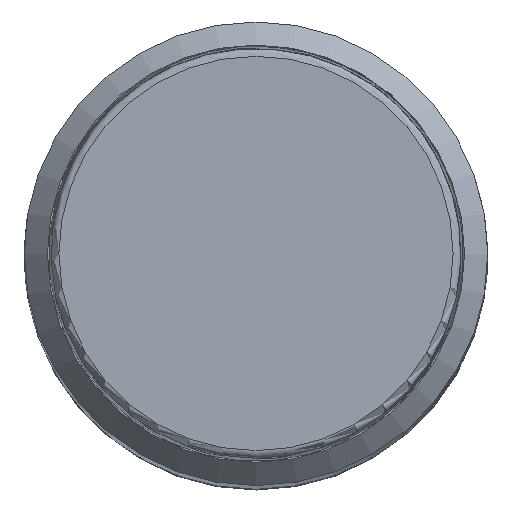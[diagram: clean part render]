
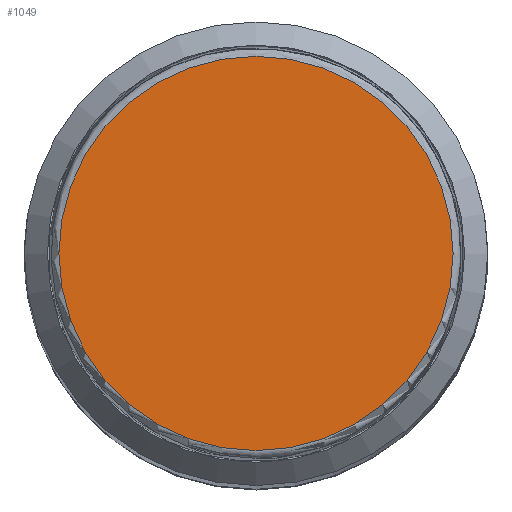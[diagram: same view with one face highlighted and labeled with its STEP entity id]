
A CAD part, top view. The second image highlights one B-rep face of the part: STEP entity #1049.
In plain terms, the highlighted planar face has unit normal (0, 0, 1).
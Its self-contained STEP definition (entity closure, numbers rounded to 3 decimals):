
#184=PLANE('',#1134);
#260=FACE_OUTER_BOUND('',#322,.T.);
#322=EDGE_LOOP('',(#827));
#383=CIRCLE('',#1135,5.103);
#470=VERTEX_POINT('',#1998);
#631=EDGE_CURVE('',#470,#470,#383,.T.);
#827=ORIENTED_EDGE('',*,*,#631,.F.);
#1049=ADVANCED_FACE('',(#260),#184,.F.);
#1134=AXIS2_PLACEMENT_3D('',#1997,#1310,#1311);
#1135=AXIS2_PLACEMENT_3D('',#1999,#1312,#1313);
#1310=DIRECTION('center_axis',(0.,0.,-1.));
#1311=DIRECTION('ref_axis',(0.,-1.,0.));
#1312=DIRECTION('center_axis',(0.,0.,-1.));
#1313=DIRECTION('ref_axis',(0.,-1.,0.));
#1997=CARTESIAN_POINT('Origin',(0.,0.,73.2));
#1998=CARTESIAN_POINT('',(0.,-5.103,73.2));
#1999=CARTESIAN_POINT('Origin',(0.,0.,73.2));
